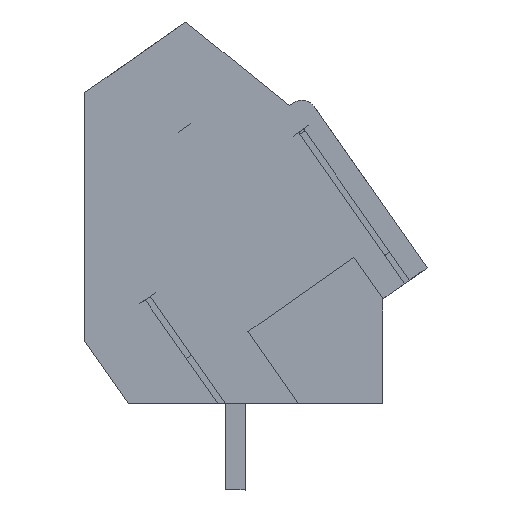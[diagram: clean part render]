
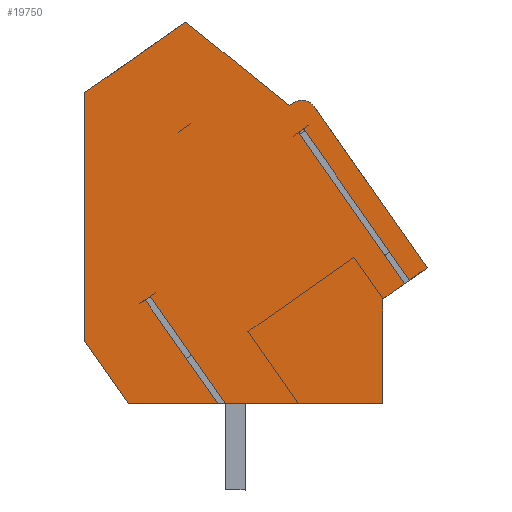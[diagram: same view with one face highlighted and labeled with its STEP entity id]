
A CAD part, left-side view. The second image highlights one B-rep face of the part: STEP entity #19750.
In plain terms, the highlighted planar face has unit normal (-1, 0, 0).
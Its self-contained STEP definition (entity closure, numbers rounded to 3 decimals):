
#19602=AXIS2_PLACEMENT_3D('Plane Axis2P3D',#19599,#19600,#19601) ;
#19622=AXIS2_PLACEMENT_3D('Circle Axis2P3D',#19620,#19621,$) ;
#19599=CARTESIAN_POINT('Axis2P3D Location',(0.,13.9,0.)) ;
#19604=CARTESIAN_POINT('Line Origine',(0.,0.358,8.767)) ;
#19608=CARTESIAN_POINT('Vertex',(0.,0.717,8.516)) ;
#19610=CARTESIAN_POINT('Vertex',(0.,0.,9.018)) ;
#19613=CARTESIAN_POINT('Line Origine',(0.,2.294,12.295)) ;
#19617=CARTESIAN_POINT('Vertex',(0.,4.589,15.572)) ;
#19620=CARTESIAN_POINT('Axis2P3D Location',(0.,5.08,15.227)) ;
#19624=CARTESIAN_POINT('Vertex',(0.,5.424,15.719)) ;
#19627=CARTESIAN_POINT('Line Origine',(0.,5.506,15.662)) ;
#19631=CARTESIAN_POINT('Vertex',(0.,5.588,15.604)) ;
#19634=CARTESIAN_POINT('Line Origine',(0.,7.696,17.302)) ;
#19638=CARTESIAN_POINT('Vertex',(0.,9.804,19.)) ;
#19641=CARTESIAN_POINT('Line Origine',(0.,11.852,17.566)) ;
#19645=CARTESIAN_POINT('Vertex',(0.,13.9,16.132)) ;
#19648=CARTESIAN_POINT('Line Origine',(0.,13.9,11.081)) ;
#19652=CARTESIAN_POINT('Vertex',(0.,13.9,6.03)) ;
#19655=CARTESIAN_POINT('Line Origine',(0.,13.014,4.765)) ;
#19659=CARTESIAN_POINT('Vertex',(0.,12.128,3.5)) ;
#19662=CARTESIAN_POINT('Line Origine',(0.,10.312,3.5)) ;
#19666=CARTESIAN_POINT('Vertex',(0.,8.496,3.5)) ;
#19669=CARTESIAN_POINT('Line Origine',(0.,9.972,5.608)) ;
#19673=CARTESIAN_POINT('Vertex',(0.,11.448,7.716)) ;
#19676=CARTESIAN_POINT('Line Origine',(0.,11.346,7.788)) ;
#19680=CARTESIAN_POINT('Vertex',(0.,11.244,7.859)) ;
#19683=CARTESIAN_POINT('Line Origine',(0.,9.718,5.68)) ;
#19687=CARTESIAN_POINT('Vertex',(0.,8.192,3.5)) ;
#19690=CARTESIAN_POINT('Line Origine',(0.,4.996,3.5)) ;
#19694=CARTESIAN_POINT('Vertex',(0.,1.8,3.5)) ;
#19697=CARTESIAN_POINT('Line Origine',(0.,1.8,5.629)) ;
#19701=CARTESIAN_POINT('Vertex',(0.,1.8,7.758)) ;
#19704=CARTESIAN_POINT('Line Origine',(0.,1.361,8.066)) ;
#19708=CARTESIAN_POINT('Vertex',(0.,0.921,8.373)) ;
#19711=CARTESIAN_POINT('Line Origine',(0.,3.072,11.445)) ;
#19715=CARTESIAN_POINT('Vertex',(0.,5.223,14.517)) ;
#19718=CARTESIAN_POINT('Line Origine',(0.,5.121,14.588)) ;
#19722=CARTESIAN_POINT('Vertex',(0.,5.019,14.66)) ;
#19725=CARTESIAN_POINT('Line Origine',(0.,2.868,11.588)) ;
#19600=DIRECTION('Axis2P3D Direction',(-1.,0.,0.)) ;
#19601=DIRECTION('Axis2P3D XDirection',(0.,-1.,0.)) ;
#19605=DIRECTION('Vector Direction',(0.,0.819,-0.574)) ;
#19614=DIRECTION('Vector Direction',(0.,-0.574,-0.819)) ;
#19621=DIRECTION('Axis2P3D Direction',(-1.,0.,0.)) ;
#19628=DIRECTION('Vector Direction',(0.,-0.819,0.574)) ;
#19635=DIRECTION('Vector Direction',(0.,-0.779,-0.627)) ;
#19642=DIRECTION('Vector Direction',(0.,-0.819,0.574)) ;
#19649=DIRECTION('Vector Direction',(0.,0.,1.)) ;
#19656=DIRECTION('Vector Direction',(0.,0.574,0.819)) ;
#19663=DIRECTION('Vector Direction',(0.,1.,0.)) ;
#19670=DIRECTION('Vector Direction',(0.,-0.574,-0.819)) ;
#19677=DIRECTION('Vector Direction',(0.,0.819,-0.574)) ;
#19684=DIRECTION('Vector Direction',(0.,-0.574,-0.819)) ;
#19691=DIRECTION('Vector Direction',(0.,1.,0.)) ;
#19698=DIRECTION('Vector Direction',(0.,0.,-1.)) ;
#19705=DIRECTION('Vector Direction',(0.,0.819,-0.574)) ;
#19712=DIRECTION('Vector Direction',(0.,-0.574,-0.819)) ;
#19719=DIRECTION('Vector Direction',(0.,0.819,-0.574)) ;
#19726=DIRECTION('Vector Direction',(0.,-0.574,-0.819)) ;
#19606=VECTOR('Line Direction',#19605,1.) ;
#19615=VECTOR('Line Direction',#19614,1.) ;
#19629=VECTOR('Line Direction',#19628,1.) ;
#19636=VECTOR('Line Direction',#19635,1.) ;
#19643=VECTOR('Line Direction',#19642,1.) ;
#19650=VECTOR('Line Direction',#19649,1.) ;
#19657=VECTOR('Line Direction',#19656,1.) ;
#19664=VECTOR('Line Direction',#19663,1.) ;
#19671=VECTOR('Line Direction',#19670,1.) ;
#19678=VECTOR('Line Direction',#19677,1.) ;
#19685=VECTOR('Line Direction',#19684,1.) ;
#19692=VECTOR('Line Direction',#19691,1.) ;
#19699=VECTOR('Line Direction',#19698,1.) ;
#19706=VECTOR('Line Direction',#19705,1.) ;
#19713=VECTOR('Line Direction',#19712,1.) ;
#19720=VECTOR('Line Direction',#19719,1.) ;
#19727=VECTOR('Line Direction',#19726,1.) ;
#19731=ORIENTED_EDGE('',*,*,#19612,.T.) ;
#19732=ORIENTED_EDGE('',*,*,#19619,.T.) ;
#19733=ORIENTED_EDGE('',*,*,#19626,.T.) ;
#19734=ORIENTED_EDGE('',*,*,#19633,.T.) ;
#19735=ORIENTED_EDGE('',*,*,#19640,.T.) ;
#19736=ORIENTED_EDGE('',*,*,#19647,.T.) ;
#19737=ORIENTED_EDGE('',*,*,#19654,.T.) ;
#19738=ORIENTED_EDGE('',*,*,#19661,.T.) ;
#19739=ORIENTED_EDGE('',*,*,#19668,.T.) ;
#19740=ORIENTED_EDGE('',*,*,#19675,.F.) ;
#19741=ORIENTED_EDGE('',*,*,#19682,.F.) ;
#19742=ORIENTED_EDGE('',*,*,#19689,.T.) ;
#19743=ORIENTED_EDGE('',*,*,#19696,.T.) ;
#19744=ORIENTED_EDGE('',*,*,#19703,.T.) ;
#19745=ORIENTED_EDGE('',*,*,#19710,.T.) ;
#19746=ORIENTED_EDGE('',*,*,#19717,.F.) ;
#19747=ORIENTED_EDGE('',*,*,#19724,.F.) ;
#19748=ORIENTED_EDGE('',*,*,#19729,.T.) ;
#19750=ADVANCED_FACE('HOUSING',(#19749),#19603,.T.) ;
#19623=CIRCLE('generated circle',#19622,0.6) ;
#19612=EDGE_CURVE('',#19609,#19611,#19607,.F.) ;
#19619=EDGE_CURVE('',#19611,#19618,#19616,.F.) ;
#19626=EDGE_CURVE('',#19618,#19625,#19623,.T.) ;
#19633=EDGE_CURVE('',#19625,#19632,#19630,.F.) ;
#19640=EDGE_CURVE('',#19632,#19639,#19637,.F.) ;
#19647=EDGE_CURVE('',#19639,#19646,#19644,.F.) ;
#19654=EDGE_CURVE('',#19646,#19653,#19651,.F.) ;
#19661=EDGE_CURVE('',#19653,#19660,#19658,.F.) ;
#19668=EDGE_CURVE('',#19660,#19667,#19665,.F.) ;
#19675=EDGE_CURVE('',#19674,#19667,#19672,.T.) ;
#19682=EDGE_CURVE('',#19681,#19674,#19679,.T.) ;
#19689=EDGE_CURVE('',#19681,#19688,#19686,.T.) ;
#19696=EDGE_CURVE('',#19688,#19695,#19693,.F.) ;
#19703=EDGE_CURVE('',#19695,#19702,#19700,.F.) ;
#19710=EDGE_CURVE('',#19702,#19709,#19707,.F.) ;
#19717=EDGE_CURVE('',#19716,#19709,#19714,.T.) ;
#19724=EDGE_CURVE('',#19723,#19716,#19721,.T.) ;
#19729=EDGE_CURVE('',#19723,#19609,#19728,.T.) ;
#19730=EDGE_LOOP('',(#19731,#19732,#19733,#19734,#19735,#19736,#19737,#19738,#19739,#19740,#19741,#19742,#19743,#19744,#19745,#19746,#19747,#19748)) ;
#19749=FACE_OUTER_BOUND('',#19730,.T.) ;
#19607=LINE('Line',#19604,#19606) ;
#19616=LINE('Line',#19613,#19615) ;
#19630=LINE('Line',#19627,#19629) ;
#19637=LINE('Line',#19634,#19636) ;
#19644=LINE('Line',#19641,#19643) ;
#19651=LINE('Line',#19648,#19650) ;
#19658=LINE('Line',#19655,#19657) ;
#19665=LINE('Line',#19662,#19664) ;
#19672=LINE('Line',#19669,#19671) ;
#19679=LINE('Line',#19676,#19678) ;
#19686=LINE('Line',#19683,#19685) ;
#19693=LINE('Line',#19690,#19692) ;
#19700=LINE('Line',#19697,#19699) ;
#19707=LINE('Line',#19704,#19706) ;
#19714=LINE('Line',#19711,#19713) ;
#19721=LINE('Line',#19718,#19720) ;
#19728=LINE('Line',#19725,#19727) ;
#19603=PLANE('',#19602) ;
#19609=VERTEX_POINT('',#19608) ;
#19611=VERTEX_POINT('',#19610) ;
#19618=VERTEX_POINT('',#19617) ;
#19625=VERTEX_POINT('',#19624) ;
#19632=VERTEX_POINT('',#19631) ;
#19639=VERTEX_POINT('',#19638) ;
#19646=VERTEX_POINT('',#19645) ;
#19653=VERTEX_POINT('',#19652) ;
#19660=VERTEX_POINT('',#19659) ;
#19667=VERTEX_POINT('',#19666) ;
#19674=VERTEX_POINT('',#19673) ;
#19681=VERTEX_POINT('',#19680) ;
#19688=VERTEX_POINT('',#19687) ;
#19695=VERTEX_POINT('',#19694) ;
#19702=VERTEX_POINT('',#19701) ;
#19709=VERTEX_POINT('',#19708) ;
#19716=VERTEX_POINT('',#19715) ;
#19723=VERTEX_POINT('',#19722) ;
